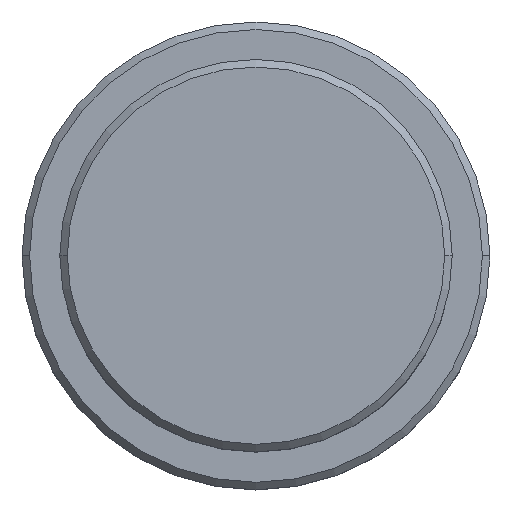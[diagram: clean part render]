
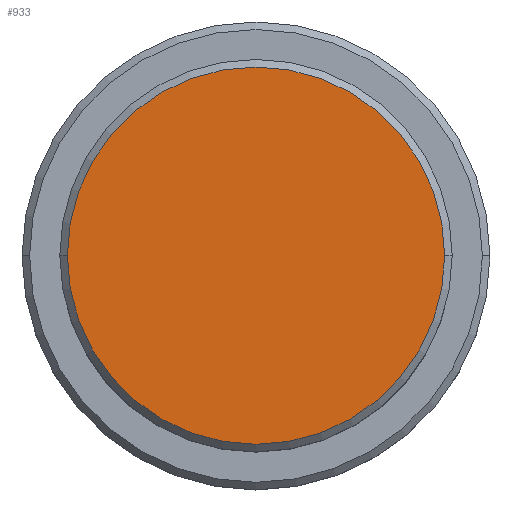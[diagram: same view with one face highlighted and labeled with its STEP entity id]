
A CAD part, top view. The second image highlights one B-rep face of the part: STEP entity #933.
In plain terms, the highlighted planar face has unit normal (0, 0, 1).
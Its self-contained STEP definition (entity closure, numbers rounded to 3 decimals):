
#32 = DIRECTION ( 'NONE',  ( 0., 0., 1. ) ) ;
#128 = EDGE_LOOP ( 'NONE', ( #1365, #1232 ) ) ;
#134 = DIRECTION ( 'NONE',  ( 0., 0., 1. ) ) ;
#148 = CIRCLE ( 'NONE', #1283, 12.5 ) ;
#171 = AXIS2_PLACEMENT_3D ( 'NONE', #369, #32, #259 ) ;
#259 = DIRECTION ( 'NONE',  ( 1., 0., 0. ) ) ;
#340 = EDGE_CURVE ( 'NONE', #1196, #544, #148, .T. ) ;
#369 = CARTESIAN_POINT ( 'NONE',  ( 0., 0., 0. ) ) ;
#447 = CARTESIAN_POINT ( 'NONE',  ( 0., 0., 0. ) ) ;
#518 = CARTESIAN_POINT ( 'NONE',  ( 0., 0., 0. ) ) ;
#530 = CIRCLE ( 'NONE', #171, 12.5 ) ;
#544 = VERTEX_POINT ( 'NONE', #637 ) ;
#614 = EDGE_CURVE ( 'NONE', #544, #1196, #530, .T. ) ;
#637 = CARTESIAN_POINT ( 'NONE',  ( 12.5, 0., 0. ) ) ;
#661 = CARTESIAN_POINT ( 'NONE',  ( -12.5, 0., 0. ) ) ;
#665 = FACE_OUTER_BOUND ( 'NONE', #128, .T. ) ;
#927 = DIRECTION ( 'NONE',  ( 1., 0., 0. ) ) ;
#933 = ADVANCED_FACE ( 'NONE', ( #665 ), #1231, .T. ) ;
#1014 = AXIS2_PLACEMENT_3D ( 'NONE', #447, #134, #1124 ) ;
#1124 = DIRECTION ( 'NONE',  ( 1., 0., 0. ) ) ;
#1196 = VERTEX_POINT ( 'NONE', #661 ) ;
#1231 = PLANE ( 'NONE',  #1014 ) ;
#1232 = ORIENTED_EDGE ( 'NONE', *, *, #614, .T. ) ;
#1257 = DIRECTION ( 'NONE',  ( 0., 0., 1. ) ) ;
#1283 = AXIS2_PLACEMENT_3D ( 'NONE', #518, #1257, #927 ) ;
#1365 = ORIENTED_EDGE ( 'NONE', *, *, #340, .T. ) ;
